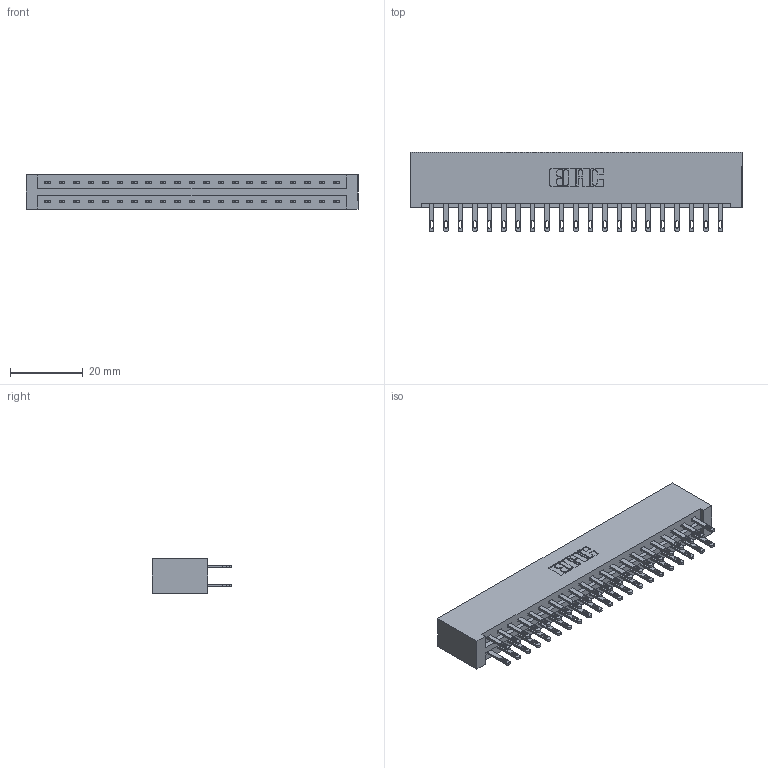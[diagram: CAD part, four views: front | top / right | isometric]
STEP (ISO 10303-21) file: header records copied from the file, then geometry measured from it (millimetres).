
FILE_DESCRIPTION (( 'STEP AP203' ), '1' );
FILE_NAME ('337-042-500-201.STEP', '2018-08-08T22:38:19', ( '' ), ( '' ), 'SwSTEP 2.0', 'SolidWorks 2016', '' );
FILE_SCHEMA (( 'CONFIG_CONTROL_DESIGN' ));
Length unit declared in the file: inch
Products named in the file (3): 337 Part_No Mounting Lugs; 345-292-001_345-293-100; 337-042-500-201
Assembly tree (43 placements, depth 2):
  337-042-500-201
    337 Part_No Mounting Lugs
    345-292-001_345-293-100  x42
Bounding box: 91.08 x 21.85 x 9.4 mm (x, y, z)
Volume: 10208.7 mm3; surface area: 11859.1 mm2
Topology: 43 solids, 43 shells, 2206 faces, 6713 edges, 4474 vertices
Faces by surface type: plane 1410, cylinder 796
Entity records: 18651 total; most frequent: CARTESIAN_POINT 3158, ORIENTED_EDGE 3094, DIRECTION 2719, EDGE_CURVE 1547, LINE 1423, VECTOR 1423, VERTEX_POINT 1030, AXIS2_PLACEMENT_3D 648
